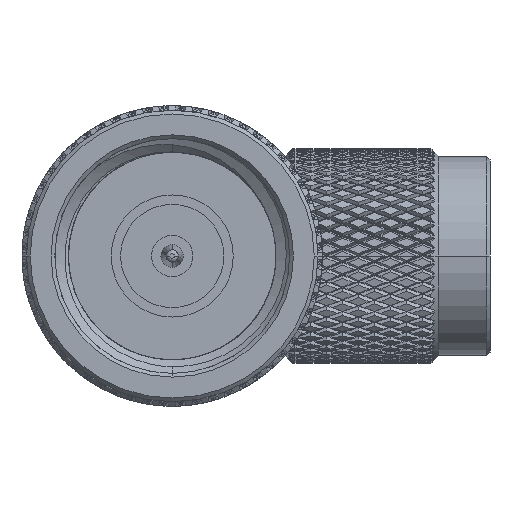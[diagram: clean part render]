
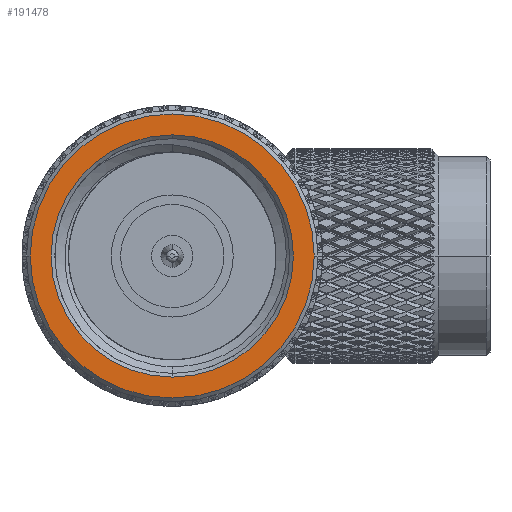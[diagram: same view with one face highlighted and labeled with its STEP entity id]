
A CAD part, left-side view. The second image highlights one B-rep face of the part: STEP entity #191478.
In plain terms, the highlighted planar face has unit normal (-1, 0, 0).
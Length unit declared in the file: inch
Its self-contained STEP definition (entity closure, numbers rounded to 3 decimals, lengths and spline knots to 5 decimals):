
#1831 = DIRECTION ( 'NONE',  ( 0., -1., 0. ) ) ;
#6497 = CARTESIAN_POINT ( 'NONE',  ( 0., 0., 0. ) ) ;
#7634 = CIRCLE ( 'NONE', #49480, 0.3225 ) ;
#12981 = EDGE_CURVE ( 'NONE', #187016, #168015, #147526, .T. ) ;
#21256 = CARTESIAN_POINT ( 'NONE',  ( 0., 0., 0. ) ) ;
#30442 = DIRECTION ( 'NONE',  ( 0., -1., 0. ) ) ;
#35914 = DIRECTION ( 'NONE',  ( -1., 0., 0. ) ) ;
#43040 = EDGE_LOOP ( 'NONE', ( #92741, #196106 ) ) ;
#44081 = CARTESIAN_POINT ( 'NONE',  ( 0., 0., 0. ) ) ;
#45430 = DIRECTION ( 'NONE',  ( -1., 0., 0. ) ) ;
#49427 = ORIENTED_EDGE ( 'NONE', *, *, #174023, .T. ) ;
#49480 = AXIS2_PLACEMENT_3D ( 'NONE', #6497, #86150, #71833 ) ;
#49654 = CIRCLE ( 'NONE', #128027, 0.37809 ) ;
#50154 = FACE_BOUND ( 'NONE', #43040, .T. ) ;
#50903 = CARTESIAN_POINT ( 'NONE',  ( 0., 0., 0. ) ) ;
#57726 = CIRCLE ( 'NONE', #134387, 0.3225 ) ;
#66866 = DIRECTION ( 'NONE',  ( 0., -1., 0. ) ) ;
#71833 = DIRECTION ( 'NONE',  ( 0., -1., 0. ) ) ;
#76849 = FACE_OUTER_BOUND ( 'NONE', #143368, .T. ) ;
#81740 = CARTESIAN_POINT ( 'NONE',  ( 0., 0.38809, 0. ) ) ;
#86150 = DIRECTION ( 'NONE',  ( 1., 0., 0. ) ) ;
#92741 = ORIENTED_EDGE ( 'NONE', *, *, #134329, .T. ) ;
#104798 = AXIS2_PLACEMENT_3D ( 'NONE', #50903, #35914, #1831 ) ;
#127346 = EDGE_CURVE ( 'NONE', #136620, #197856, #7634, .T. ) ;
#128027 = AXIS2_PLACEMENT_3D ( 'NONE', #44081, #45430, #30442 ) ;
#134329 = EDGE_CURVE ( 'NONE', #197856, #136620, #57726, .T. ) ;
#134387 = AXIS2_PLACEMENT_3D ( 'NONE', #21256, #144325, #66866 ) ;
#136620 = VERTEX_POINT ( 'NONE', #164110 ) ;
#136721 = CARTESIAN_POINT ( 'NONE',  ( 0., 0.37809, 0. ) ) ;
#143368 = EDGE_LOOP ( 'NONE', ( #185720, #49427 ) ) ;
#144325 = DIRECTION ( 'NONE',  ( 1., 0., 0. ) ) ;
#144722 = CARTESIAN_POINT ( 'NONE',  ( 0., -0.37809, 0. ) ) ;
#147526 = CIRCLE ( 'NONE', #104798, 0.37809 ) ;
#157250 = CARTESIAN_POINT ( 'NONE',  ( 0., 0., 0.3225 ) ) ;
#164110 = CARTESIAN_POINT ( 'NONE',  ( 0., 0., -0.3225 ) ) ;
#168015 = VERTEX_POINT ( 'NONE', #144722 ) ;
#168725 = AXIS2_PLACEMENT_3D ( 'NONE', #81740, #173438, #189772 ) ;
#173438 = DIRECTION ( 'NONE',  ( -1., 0., 0. ) ) ;
#174023 = EDGE_CURVE ( 'NONE', #168015, #187016, #49654, .T. ) ;
#185720 = ORIENTED_EDGE ( 'NONE', *, *, #12981, .T. ) ;
#187016 = VERTEX_POINT ( 'NONE', #136721 ) ;
#189772 = DIRECTION ( 'NONE',  ( 0., -1., 0. ) ) ;
#191109 = PLANE ( 'NONE',  #168725 ) ;
#191478 = ADVANCED_FACE ( 'NONE', ( #50154, #76849 ), #191109, .T. ) ;
#196106 = ORIENTED_EDGE ( 'NONE', *, *, #127346, .T. ) ;
#197856 = VERTEX_POINT ( 'NONE', #157250 ) ;
